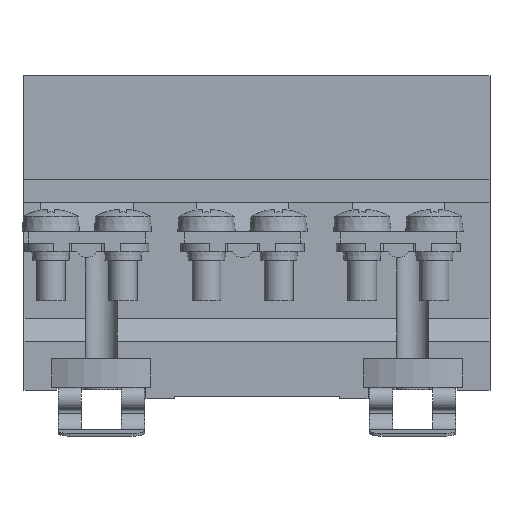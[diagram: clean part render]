
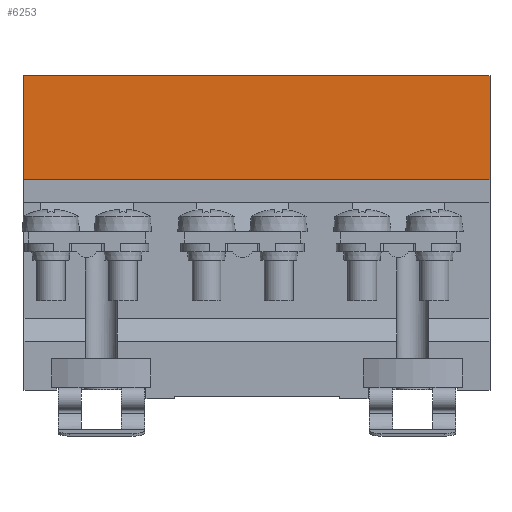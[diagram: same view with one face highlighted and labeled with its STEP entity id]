
A CAD part, front view. The second image highlights one B-rep face of the part: STEP entity #6253.
In plain terms, the highlighted planar face has unit normal (0, -1, 0).
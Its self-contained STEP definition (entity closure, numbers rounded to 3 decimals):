
#5386=FACE_OUTER_BOUND('',#11657,.T.);
#6253=ADVANCED_FACE('',(#5386),#7254,.T.);
#7254=PLANE('',#23294);
#8535=LINE('',#30589,#9915);
#8586=LINE('',#30784,#9966);
#8587=LINE('',#30787,#9967);
#8588=LINE('',#30788,#9968);
#8589=LINE('',#30790,#9969);
#9915=VECTOR('',#24964,1.);
#9966=VECTOR('',#25085,1.);
#9967=VECTOR('',#25086,1.);
#9968=VECTOR('',#25087,1.);
#9969=VECTOR('',#25088,1.);
#11657=EDGE_LOOP('',(#13000,#13001,#13002,#13003,#13004));
#13000=ORIENTED_EDGE('',*,*,#20171,.F.);
#13001=ORIENTED_EDGE('',*,*,#20172,.T.);
#13002=ORIENTED_EDGE('',*,*,#20092,.F.);
#13003=ORIENTED_EDGE('',*,*,#20173,.F.);
#13004=ORIENTED_EDGE('',*,*,#20174,.F.);
#18278=VERTEX_POINT('',#30588);
#18279=VERTEX_POINT('',#30590);
#18347=VERTEX_POINT('',#30785);
#18348=VERTEX_POINT('',#30786);
#18349=VERTEX_POINT('',#30789);
#20092=EDGE_CURVE('',#18278,#18279,#8535,.T.);
#20171=EDGE_CURVE('',#18347,#18348,#8586,.T.);
#20172=EDGE_CURVE('',#18347,#18279,#8587,.T.);
#20173=EDGE_CURVE('',#18349,#18278,#8588,.T.);
#20174=EDGE_CURVE('',#18348,#18349,#8589,.T.);
#23294=AXIS2_PLACEMENT_3D('',#30791,#25089,#25090);
#24964=DIRECTION('',(0.,0.,1.));
#25085=DIRECTION('',(0.,0.,-1.));
#25086=DIRECTION('',(-1.,0.,0.));
#25087=DIRECTION('',(-1.,0.,0.));
#25088=DIRECTION('',(0.,0.,-1.));
#25089=DIRECTION('',(0.,-1.,0.));
#25090=DIRECTION('',(0.,0.,1.));
#30588=CARTESIAN_POINT('',(0.35,13.25,44.45));
#30589=CARTESIAN_POINT('',(0.35,13.25,44.45));
#30590=CARTESIAN_POINT('',(0.35,13.25,62.45));
#30784=CARTESIAN_POINT('',(81.15,13.25,44.45));
#30785=CARTESIAN_POINT('',(81.15,13.25,62.45));
#30786=CARTESIAN_POINT('',(81.15,13.25,44.95));
#30787=CARTESIAN_POINT('',(80.95,13.25,62.45));
#30788=CARTESIAN_POINT('',(80.95,13.25,44.45));
#30789=CARTESIAN_POINT('',(81.15,13.25,44.45));
#30790=CARTESIAN_POINT('',(81.15,13.25,44.45));
#30791=CARTESIAN_POINT('',(80.95,13.25,44.45));
